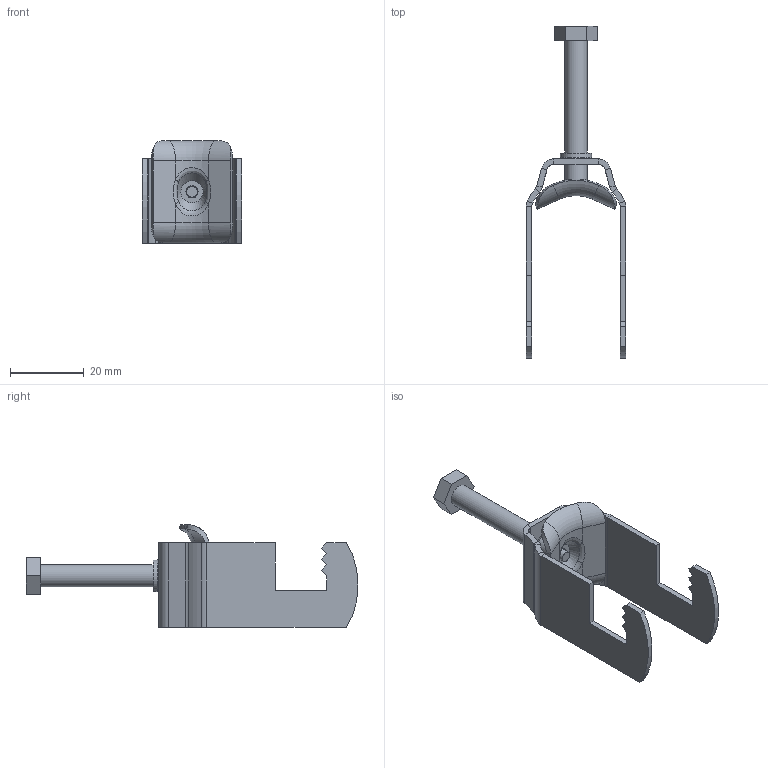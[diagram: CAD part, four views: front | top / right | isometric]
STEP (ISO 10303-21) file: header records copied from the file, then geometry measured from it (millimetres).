
FILE_DESCRIPTION (( 'STEP AP214' ), '1' );
FILE_NAME ('1156829.stp', '2021-07-26T09:33:02', ( '' ), ( '' ), 'SwSTEP 2.0', 'SolidWorks 2020', '' );
FILE_SCHEMA (( 'AUTOMOTIVE_DESIGN' ));
Length unit declared in the file: millimetre
Products named in the file (4): EB101-00-03_M6 x 38; EB201-04-01_Standard; EB151-04-02_Standard; 1156829
Assembly tree (3 placements, depth 2):
  1156829
    EB201-04-01_Standard
    EB101-00-03_M6 x 38
    EB151-04-02_Standard
Bounding box: 27 x 89.93 x 27.9 mm (x, y, z)
Volume: 5905.5 mm3; surface area: 8105.5 mm2
Topology: 3 solids, 3 shells, 163 faces, 370 edges, 217 vertices
Faces by surface type: plane 92, cylinder 36, bspline 24, torus 6, cone 5
Full cylindrical faces by diameter (mm): 2.9 x1, 3.3 x1, 5.5 x1, 6 x1, 8.2 x1, 8.5 x1
Entity records: 7887 total; most frequent: CARTESIAN_POINT 4343, ORIENTED_EDGE 708, DIRECTION 658, EDGE_CURVE 354, AXIS2_PLACEMENT_3D 228, VERTEX_POINT 212, VECTOR 202, LINE 202
